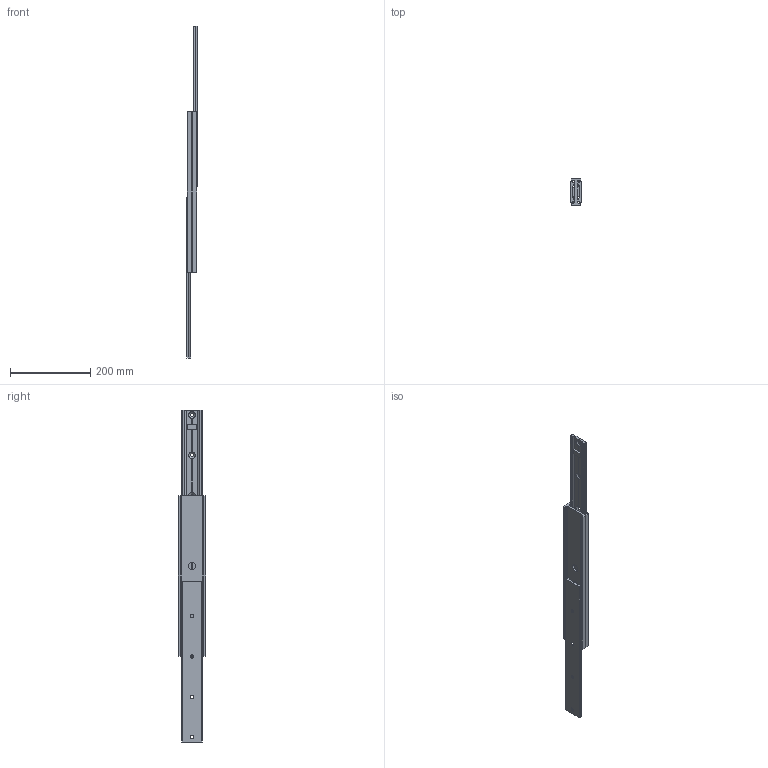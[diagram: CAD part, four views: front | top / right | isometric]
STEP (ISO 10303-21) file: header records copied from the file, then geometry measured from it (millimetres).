
FILE_DESCRIPTION (( 'STEP AP214' ), '1' );
FILE_NAME ('Telescopic-410-400-Rollco.step', '2023-11-07T13:45:41', ( '' ), ( '' ), 'SwSTEP 2.0', 'SolidWorks 2010', '' );
FILE_SCHEMA (( 'AUTOMOTIVE_DESIGN' ));
Length unit declared in the file: millimetre
Products named in the file (3): Slide-Middle-410-Rollco; Slide-Inner-410-Rollco; Telescopic-410-400-Rollco
Assembly tree (3 placements, depth 2):
  Telescopic-410-400-Rollco
    Slide-Middle-410-Rollco
    Slide-Inner-410-Rollco  x2
Bounding box: 26 x 68 x 825 mm (x, y, z)
Volume: 472418.7 mm3; surface area: 191177.9 mm2
Topology: 3 solids, 3 shells, 158 faces, 474 edges, 308 vertices
Faces by surface type: plane 92, cylinder 58, cone 8
Full cylindrical faces by diameter (mm): 8.5 x8, 18 x2
Entity records: 3575 total; most frequent: CARTESIAN_POINT 652, ORIENTED_EDGE 590, DIRECTION 589, EDGE_CURVE 295, AXIS2_PLACEMENT_3D 199, VERTEX_POINT 198, VECTOR 191, LINE 191
